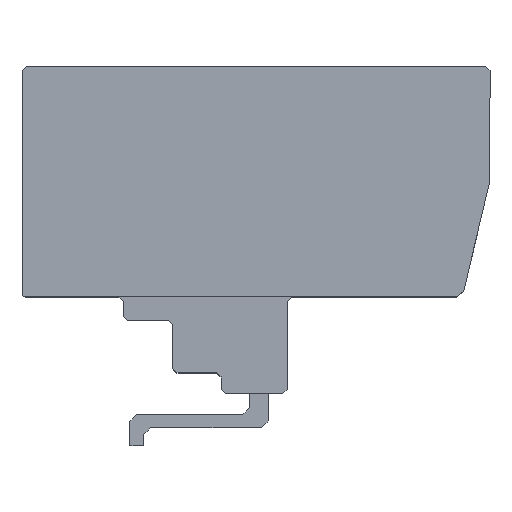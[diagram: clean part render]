
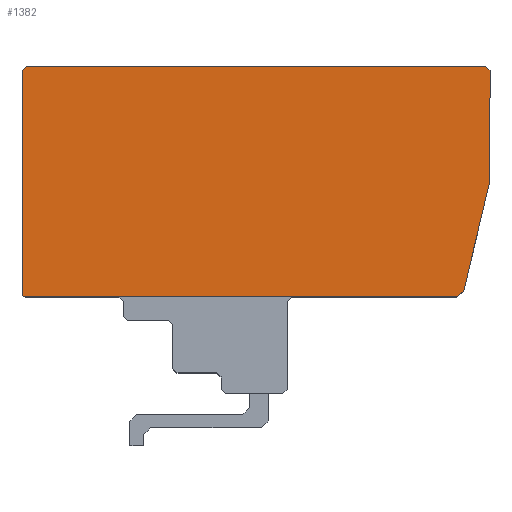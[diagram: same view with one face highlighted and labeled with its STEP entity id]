
A CAD part, top view. The second image highlights one B-rep face of the part: STEP entity #1382.
In plain terms, the highlighted planar face has unit normal (0, 0, 1).
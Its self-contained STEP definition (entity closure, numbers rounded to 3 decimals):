
#1090=CARTESIAN_POINT('',(-8.024,27.603,5.0));
#1091=VERTEX_POINT('',#1090);
#1092=CARTESIAN_POINT('',(25.377,27.603,5.0));
#1093=VERTEX_POINT('',#1092);
#1094=CARTESIAN_POINT('',(-8.024,27.603,5.0));
#1095=DIRECTION('',(1.0,0.0,0.0));
#1096=VECTOR('',#1095,33.401);
#1097=LINE('',#1094,#1096);
#1098=EDGE_CURVE('',#1091,#1093,#1097,.T.);
#1130=CARTESIAN_POINT('',(25.676,27.303,5.0));
#1131=VERTEX_POINT('',#1130);
#1132=CARTESIAN_POINT('',(25.377,27.603,5.0));
#1133=DIRECTION('',(0.705,-0.709,0.0));
#1134=VECTOR('',#1133,0.424);
#1135=LINE('',#1132,#1134);
#1136=EDGE_CURVE('',#1093,#1131,#1135,.T.);
#1161=CARTESIAN_POINT('',(25.676,19.295,5.0));
#1162=VERTEX_POINT('',#1161);
#1163=CARTESIAN_POINT('',(25.676,27.303,5.0));
#1164=DIRECTION('',(0.0,-1.0,0.0));
#1165=VECTOR('',#1164,8.008);
#1166=LINE('',#1163,#1165);
#1167=EDGE_CURVE('',#1131,#1162,#1166,.T.);
#1192=CARTESIAN_POINT('',(23.763,11.234,5.0));
#1193=VERTEX_POINT('',#1192);
#1194=CARTESIAN_POINT('',(25.676,19.295,5.0));
#1195=DIRECTION('',(-0.231,-0.973,0.0));
#1196=VECTOR('',#1195,8.285);
#1197=LINE('',#1194,#1196);
#1198=EDGE_CURVE('',#1162,#1193,#1197,.T.);
#1223=CARTESIAN_POINT('',(23.235,10.818,5.0));
#1224=VERTEX_POINT('',#1223);
#1225=CARTESIAN_POINT('',(23.763,11.234,5.0));
#1226=DIRECTION('',(-0.786,-0.619,0.0));
#1227=VECTOR('',#1226,0.673);
#1228=LINE('',#1225,#1227);
#1229=EDGE_CURVE('',#1193,#1224,#1228,.T.);
#1254=CARTESIAN_POINT('',(-8.037,10.818,5.0));
#1255=VERTEX_POINT('',#1254);
#1256=CARTESIAN_POINT('',(23.235,10.818,5.0));
#1257=DIRECTION('',(-1.0,0.0,0.0));
#1258=VECTOR('',#1257,31.271);
#1259=LINE('',#1256,#1258);
#1260=EDGE_CURVE('',#1224,#1255,#1259,.T.);
#1285=CARTESIAN_POINT('',(-8.339,11.118,5.0));
#1286=VERTEX_POINT('',#1285);
#1287=CARTESIAN_POINT('',(-8.037,11.119,5.0));
#1288=DIRECTION('',(0.0,0.0,-1.0));
#1289=DIRECTION('',(-0.705,-0.709,0.0));
#1290=AXIS2_PLACEMENT_3D('',#1287,#1288,#1289);
#1291=CIRCLE('',#1290,0.301);
#1292=EDGE_CURVE('',#1255,#1286,#1291,.T.);
#1318=CARTESIAN_POINT('',(-8.339,27.288,5.0));
#1319=VERTEX_POINT('',#1318);
#1320=CARTESIAN_POINT('',(-8.339,11.118,5.0));
#1321=DIRECTION('',(0.0,1.0,0.0));
#1322=VECTOR('',#1321,16.17);
#1323=LINE('',#1320,#1322);
#1324=EDGE_CURVE('',#1286,#1319,#1323,.T.);
#1349=CARTESIAN_POINT('',(-8.339,27.288,5.0));
#1350=DIRECTION('',(0.705,0.709,0.0));
#1351=VECTOR('',#1350,0.445);
#1352=LINE('',#1349,#1351);
#1353=EDGE_CURVE('',#1319,#1091,#1352,.T.);
#1366=CARTESIAN_POINT('',(8.291,19.367,5.0));
#1367=DIRECTION('',(0.0,0.0,1.0));
#1368=DIRECTION('',(1.0,0.0,0.0));
#1369=AXIS2_PLACEMENT_3D('',#1366,#1367,#1368);
#1370=PLANE('',#1369);
#1371=ORIENTED_EDGE('',*,*,#1098,.F.);
#1372=ORIENTED_EDGE('',*,*,#1353,.F.);
#1373=ORIENTED_EDGE('',*,*,#1324,.F.);
#1374=ORIENTED_EDGE('',*,*,#1292,.F.);
#1375=ORIENTED_EDGE('',*,*,#1260,.F.);
#1376=ORIENTED_EDGE('',*,*,#1229,.F.);
#1377=ORIENTED_EDGE('',*,*,#1198,.F.);
#1378=ORIENTED_EDGE('',*,*,#1167,.F.);
#1379=ORIENTED_EDGE('',*,*,#1136,.F.);
#1380=EDGE_LOOP('',(#1371,#1372,#1373,#1374,#1375,#1376,#1377,#1378,#1379));
#1381=FACE_OUTER_BOUND('',#1380,.T.);
#1382=ADVANCED_FACE('',(#1381),#1370,.T.);
